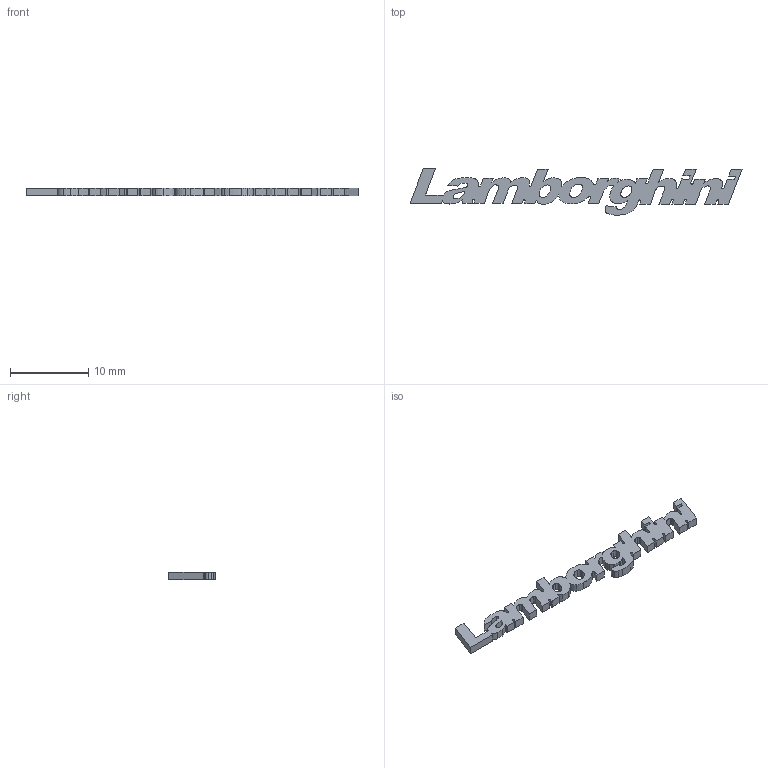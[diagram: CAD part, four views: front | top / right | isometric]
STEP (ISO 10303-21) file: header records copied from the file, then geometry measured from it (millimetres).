
FILE_DESCRIPTION(/* description */ (''),/* implementation_level */ '2;1');
FILE_NAME(/* name */ 'Lamborghini_.step',/* time_stamp */ '2025-05-18T14:36:58-04:00',/* author */ (''),/* organization */ (''),/* preprocessor_version */ 'ST-DEVELOPER v20.1',/* originating_system */ 'Autodesk Translation Framework v14.4.0.0',/* authorisation */ '');
FILE_SCHEMA (('AUTOMOTIVE_DESIGN { 1 0 10303 214 3 1 1 }'));
Length unit declared in the file: millimetre
Products named in the file (2): Lamborghini; Lamborghini_1
Assembly tree (1 placements, depth 2):
  Lamborghini
    Lamborghini_1
Bounding box: 42.44 x 5.93 x 1 mm (x, y, z)
Volume: 110 mm3; surface area: 410.5 mm2
Topology: 1 solids, 1 shells, 236 faces, 702 edges, 468 vertices
Faces by surface type: cylinder 149, plane 87
Entity records: 8113 total; most frequent: DIRECTION 1478, CARTESIAN_POINT 1409, ORIENTED_EDGE 1404, EDGE_CURVE 702, AXIS2_PLACEMENT_3D 537, VERTEX_POINT 468, LINE 404, VECTOR 404
